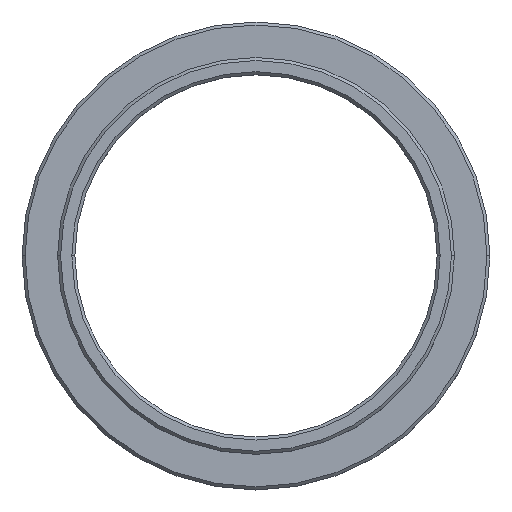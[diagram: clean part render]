
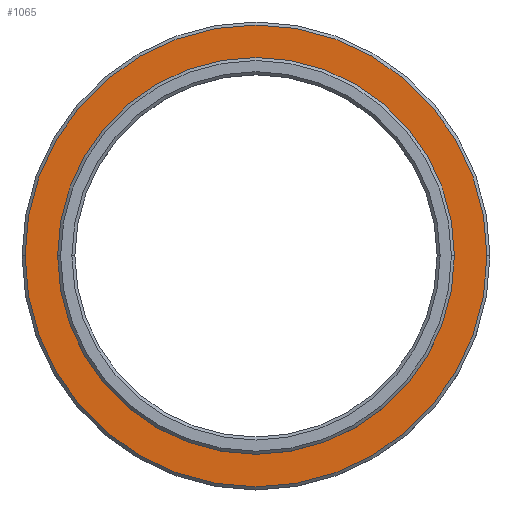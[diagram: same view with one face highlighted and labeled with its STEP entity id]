
A CAD part, top view. The second image highlights one B-rep face of the part: STEP entity #1065.
In plain terms, the highlighted planar face has unit normal (0, 0, 1).
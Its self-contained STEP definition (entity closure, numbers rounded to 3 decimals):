
#7 = DIRECTION ( 'NONE',  ( 0., 0., 1. ) ) ;
#8 = PLANE ( 'NONE',  #824 ) ;
#34 = EDGE_CURVE ( 'NONE', #1072, #1246, #449, .T. ) ;
#38 = CIRCLE ( 'NONE', #1208, 15.3 ) ;
#79 = CIRCLE ( 'NONE', #952, 15.3 ) ;
#82 = DIRECTION ( 'NONE',  ( -1., 0., 0. ) ) ;
#96 = EDGE_CURVE ( 'NONE', #1246, #1072, #529, .T. ) ;
#113 = ORIENTED_EDGE ( 'NONE', *, *, #1129, .T. ) ;
#153 = CARTESIAN_POINT ( 'NONE',  ( 12.89, 0., -3. ) ) ;
#174 = CARTESIAN_POINT ( 'NONE',  ( 0., 0., -3. ) ) ;
#219 = CARTESIAN_POINT ( 'NONE',  ( 0., 0., -3. ) ) ;
#220 = AXIS2_PLACEMENT_3D ( 'NONE', #701, #7, #600 ) ;
#319 = DIRECTION ( 'NONE',  ( 1., 0., 0. ) ) ;
#321 = EDGE_LOOP ( 'NONE', ( #1113, #1233 ) ) ;
#324 = DIRECTION ( 'NONE',  ( -1., 0., 0. ) ) ;
#336 = EDGE_LOOP ( 'NONE', ( #113, #808 ) ) ;
#381 = DIRECTION ( 'NONE',  ( -1., 0., 0. ) ) ;
#415 = CARTESIAN_POINT ( 'NONE',  ( 0., 0., -3. ) ) ;
#437 = FACE_BOUND ( 'NONE', #321, .T. ) ;
#449 = CIRCLE ( 'NONE', #717, 12.89 ) ;
#484 = CARTESIAN_POINT ( 'NONE',  ( 0., 15.5, -3. ) ) ;
#507 = VERTEX_POINT ( 'NONE', #838 ) ;
#529 = CIRCLE ( 'NONE', #220, 12.89 ) ;
#600 = DIRECTION ( 'NONE',  ( 1., 0., 0. ) ) ;
#701 = CARTESIAN_POINT ( 'NONE',  ( 0., 0., -3. ) ) ;
#717 = AXIS2_PLACEMENT_3D ( 'NONE', #415, #1019, #319 ) ;
#783 = DIRECTION ( 'NONE',  ( 0., 0., 1. ) ) ;
#808 = ORIENTED_EDGE ( 'NONE', *, *, #810, .T. ) ;
#810 = EDGE_CURVE ( 'NONE', #507, #885, #38, .T. ) ;
#824 = AXIS2_PLACEMENT_3D ( 'NONE', #484, #1087, #381 ) ;
#835 = CARTESIAN_POINT ( 'NONE',  ( -15.3, 0., -3. ) ) ;
#838 = CARTESIAN_POINT ( 'NONE',  ( 15.3, 0., -3. ) ) ;
#885 = VERTEX_POINT ( 'NONE', #835 ) ;
#890 = CARTESIAN_POINT ( 'NONE',  ( -12.89, 0., -3. ) ) ;
#925 = DIRECTION ( 'NONE',  ( 0., 0., 1. ) ) ;
#952 = AXIS2_PLACEMENT_3D ( 'NONE', #174, #783, #82 ) ;
#1019 = DIRECTION ( 'NONE',  ( 0., 0., 1. ) ) ;
#1065 = ADVANCED_FACE ( 'NONE', ( #1227, #437 ), #8, .F. ) ;
#1072 = VERTEX_POINT ( 'NONE', #890 ) ;
#1087 = DIRECTION ( 'NONE',  ( 0., 0., -1. ) ) ;
#1113 = ORIENTED_EDGE ( 'NONE', *, *, #96, .F. ) ;
#1129 = EDGE_CURVE ( 'NONE', #885, #507, #79, .T. ) ;
#1208 = AXIS2_PLACEMENT_3D ( 'NONE', #219, #925, #324 ) ;
#1227 = FACE_OUTER_BOUND ( 'NONE', #336, .T. ) ;
#1233 = ORIENTED_EDGE ( 'NONE', *, *, #34, .F. ) ;
#1246 = VERTEX_POINT ( 'NONE', #153 ) ;
